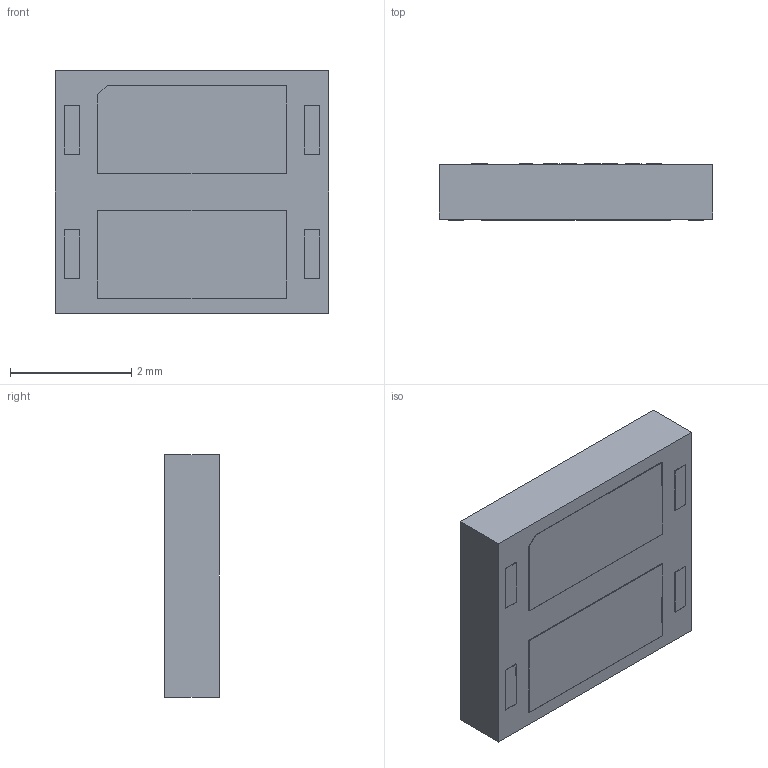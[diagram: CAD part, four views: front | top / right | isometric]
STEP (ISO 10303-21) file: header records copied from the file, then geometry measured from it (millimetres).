
FILE_DESCRIPTION (( 'STEP AP214' ), '1' );
FILE_NAME ('TCS-DL004-750-WH.STEP', '2022-05-12T16:18:30', ( '' ), ( '' ), 'SwSTEP 2.0', 'SolidWorks 2021', '' );
FILE_SCHEMA (( 'AUTOMOTIVE_DESIGN' ));
Length unit declared in the file: millimetre
Products named in the file (1): TCS-DL004-750-WH
Bounding box: 4.5 x 0.92 x 4 mm (x, y, z)
Volume: 16.3 mm3; surface area: 51.8 mm2
Topology: 1 solids, 1 shells, 159 faces, 420 edges, 280 vertices
Faces by surface type: plane 155, bspline 4
Entity records: 5171 total; most frequent: CARTESIAN_POINT 1024, ORIENTED_EDGE 840, DIRECTION 724, EDGE_CURVE 420, LINE 412, VECTOR 412, VERTEX_POINT 280, EDGE_LOOP 176
